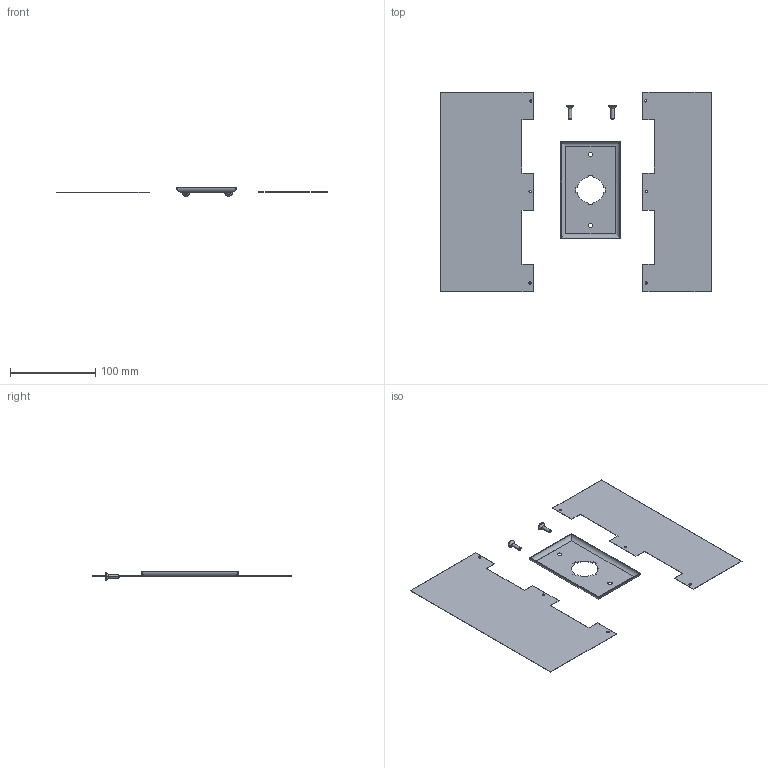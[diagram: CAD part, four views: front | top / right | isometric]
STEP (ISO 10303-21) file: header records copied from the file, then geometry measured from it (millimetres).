
FILE_DESCRIPTION((''),'2;1');
FILE_NAME('9001K25_ASM','2021-04-29T09:54:48',('SESA592305'),('Schneider-Electric'),'CREO PARAMETRIC BY PTC INC, 2019471','CREO PARAMETRIC BY PTC INC, 2019471','');
FILE_SCHEMA(('AP242_MANAGED_MODEL_BASED_3D_ENGINEERING_MIM_LF { 1 0 10303 442 1 1 4 }'));
Length unit declared in the file: inch
Products named in the file (5): 30426-380-00; 30426-381-01; 30426-381-02; VIS_9001K25; 9001K25_ASM
Assembly tree (5 placements, depth 2):
  9001K25_ASM
    30426-380-00
    30426-381-01
    30426-381-02
    VIS_9001K25  x2
Bounding box: 317.2 x 233.36 x 10.19 mm (x, y, z)
Volume: 21720.3 mm3; surface area: 99074.6 mm2
Topology: 5 solids, 5 shells, 105 faces, 282 edges, 194 vertices
Faces by surface type: plane 61, cylinder 36, cone 8
Entity records: 113992 total; most frequent: CARTESIAN_POINT 107667, POLYLINE 1848, DIRECTION 747, ORIENTED_EDGE 480, AXIS2_PLACEMENT_3D 279, EDGE_CURVE 240, PROPERTY_DEFINITION 195, REPRESENTATION 191
